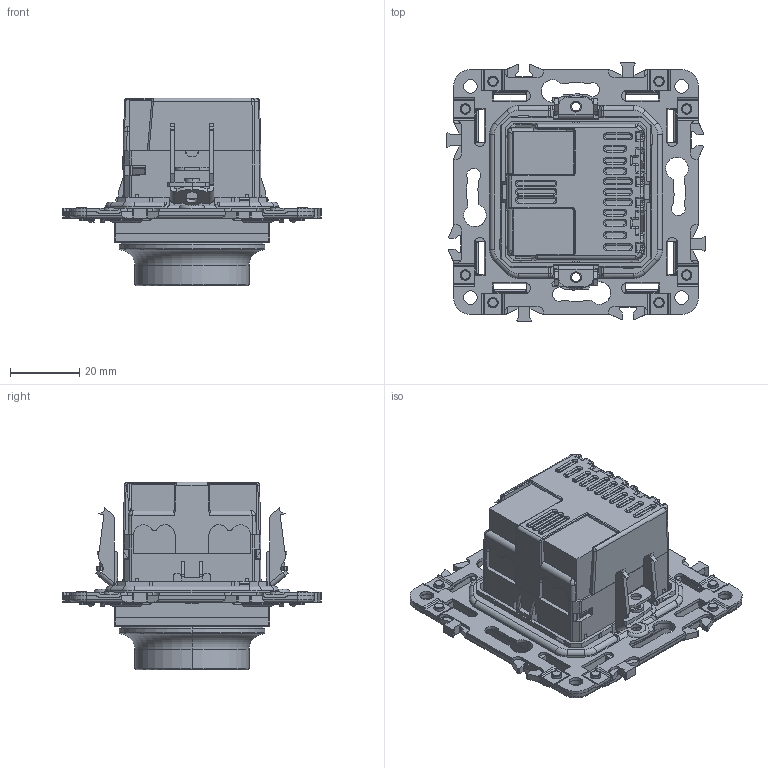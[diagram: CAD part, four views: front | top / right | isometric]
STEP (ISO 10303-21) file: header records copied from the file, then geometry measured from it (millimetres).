
FILE_DESCRIPTION (( 'STEP AP203' ), '1' );
FILE_NAME ('SKANDY Ñâåòîðåã. ïîâ. ñ èíä. 600Âò.STEP', '2025-02-16T19:23:58', ( '' ), ( '' ), 'SwSTEP 2.0', 'SolidWorks 2022', '' );
FILE_SCHEMA (( 'CONFIG_CONTROL_DESIGN' ));
Products named in the file (1): SKANDY Светорег. пов. с инд. 600Вт
Bounding box: 74.7 x 74.7 x 54.2 mm (x, y, z)
Volume: 78274.4 mm3; surface area: 49706.2 mm2
Topology: 11 solids, 11 shells, 3362 faces, 9110 edges, 5736 vertices
Faces by surface type: plane 1549, cylinder 1209, torus 276, bspline 228, cone 70, sphere 30
Entity records: 111174 total; most frequent: CARTESIAN_POINT 27507, ORIENTED_EDGE 18146, DIRECTION 17117, EDGE_CURVE 9073, AXIS2_PLACEMENT_3D 5794, VERTEX_POINT 5735, LINE 5529, VECTOR 5529
